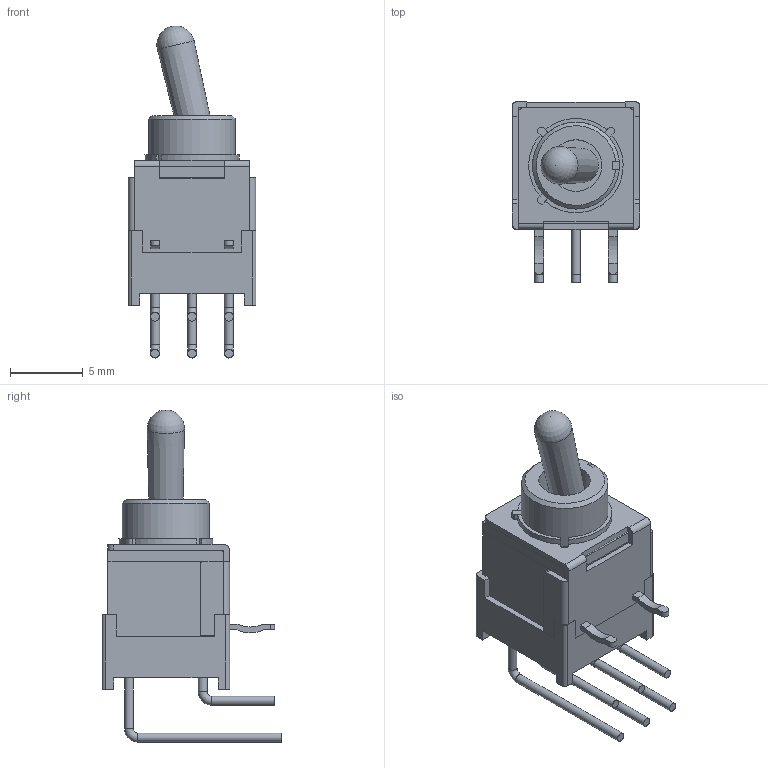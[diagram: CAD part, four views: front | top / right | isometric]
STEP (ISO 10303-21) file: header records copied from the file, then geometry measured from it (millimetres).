
FILE_DESCRIPTION(/* description */ ('STEP AP214'),/* implementation_level */ '2;1');
FILE_NAME(/* name */ 'B22JH',/* time_stamp */ '2025-06-24T18:12:01+02:00',/* author */ ('License CC BY-ND 4.0'),/* organization */ ('CADENAS'),/* preprocessor_version */ 'ST-DEVELOPER v19.3',/* originating_system */ 'PARTsolutions',/* authorisation */ ' ');
FILE_SCHEMA (('AUTOMOTIVE_DESIGN {1 0 10303 214 3 1 1}'));
Length unit declared in the file: inch
Products named in the file (7): B22JH; B22JHbody; B22JHtrmnls; B22JHblack; B22JHbtoggl; B22JHtoggle; B22JHbrac
Assembly tree (6 placements, depth 2):
  B22JH
    B22JHbody
    B22JHtrmnls
    B22JHblack
    B22JHbtoggl
    B22JHtoggle
    B22JHbrac
Bounding box: 8.79 x 12.4 x 22.88 mm (x, y, z)
Volume: 764.3 mm3; surface area: 1268.1 mm2
Topology: 6 solids, 6 shells, 180 faces, 457 edges, 295 vertices
Faces by surface type: plane 123, cylinder 48, torus 7, cone 2
Full cylindrical faces by diameter (mm): 0.61 x12, 3.556 x1, 5.994 x1
Entity records: 5431 total; most frequent: CARTESIAN_POINT 917, DIRECTION 905, ORIENTED_EDGE 862, EDGE_CURVE 431, LINE 327, VECTOR 327, VERTEX_POINT 293, AXIS2_PLACEMENT_3D 289
